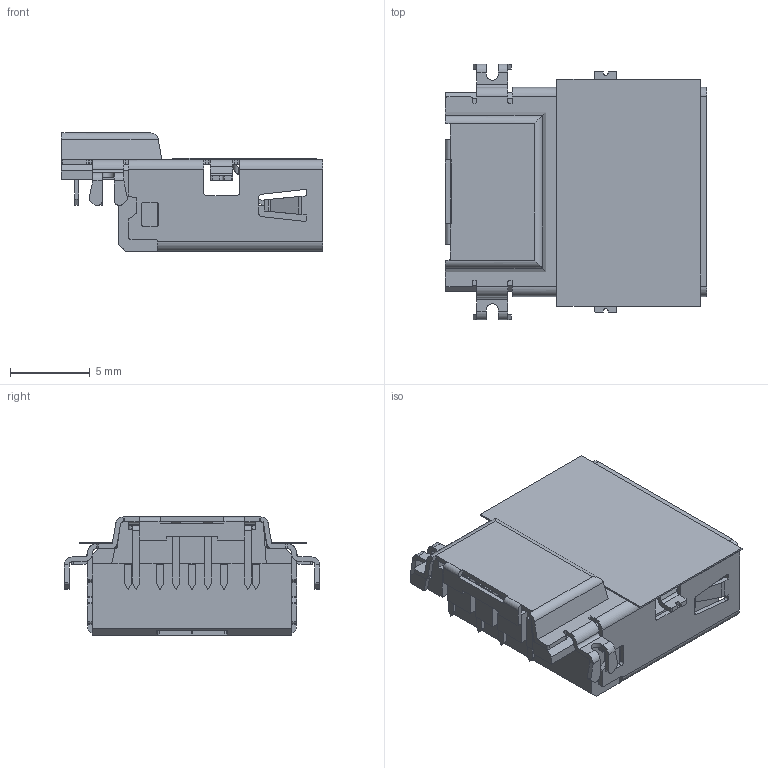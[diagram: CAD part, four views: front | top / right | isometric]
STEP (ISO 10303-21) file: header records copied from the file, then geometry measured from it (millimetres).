
FILE_DESCRIPTION( ( 'Unknown' ), '1' );
FILE_NAME( '692121330100.stp', 'Unknown', ( 'Unknown' ), ( 'Unknown' ), 'PSStep 17.0.49', 'Unknown', ' ' );
FILE_SCHEMA( ( 'AUTOMOTIVE_DESIGN { 1 0 10303 214 1 1 1 1 }' ) );
Length unit declared in the file: millimetre
Products named in the file (7): Assem1; pin3; pin2; pin1; Mylar; Housing; Shielding
Assembly tree (12 placements, depth 2):
  Assem1
    pin3  x5
    pin2  x2
    pin1  x2
    Mylar
    Housing
    Shielding
Bounding box: 16.37 x 16 x 7.4 mm (x, y, z)
Volume: 576.9 mm3; surface area: 2621.7 mm2
Topology: 12 solids, 12 shells, 1019 faces, 2896 edges, 1881 vertices
Faces by surface type: plane 696, cylinder 309, bspline 14
Entity records: 31644 total; most frequent: CARTESIAN_POINT 4653, ORIENTED_EDGE 4456, DIRECTION 4216, EDGE_CURVE 2228, LINE 1772, VECTOR 1772, VERTEX_POINT 1451, AXIS2_PLACEMENT_3D 1222
